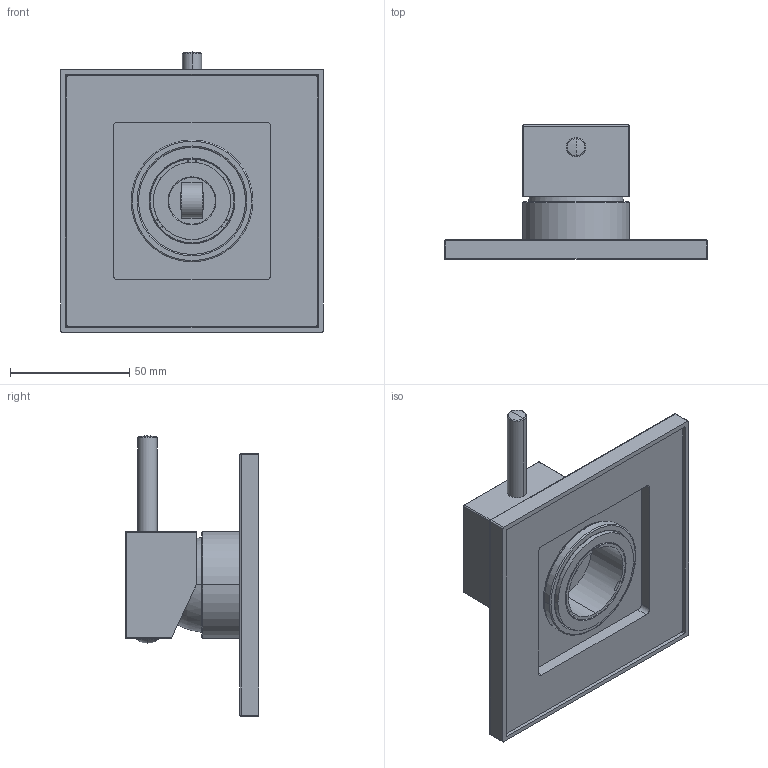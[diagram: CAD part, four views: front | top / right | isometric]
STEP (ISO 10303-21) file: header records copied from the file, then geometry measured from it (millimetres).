
FILE_DESCRIPTION((''),'2;1');
FILE_NAME('LEA010CR','2021-11-02T17:01:18',('ut3'),('PAFFONI SpA'),'CREO PARAMETRIC BY PTC INC, 2020044','CREO PARAMETRIC BY PTC INC, 2020044','');
FILE_SCHEMA(('CONFIG_CONTROL_DESIGN','SHAPE_APPEARANCE_LAYERS_GROUPS'));
Length unit declared in the file: millimetre
Products named in the file (1): LEA010CR
Bounding box: 110 x 56.1 x 117.45 mm (x, y, z)
Volume: 105290.1 mm3; surface area: 68445 mm2
Topology: 2 solids, 2 shells, 949 faces, 2552 edges, 1621 vertices
Faces by surface type: plane 601, cylinder 211, torus 80, cone 39, sphere 16, bspline 2
Entity records: 38638 total; most frequent: CARTESIAN_POINT 7771, ORIENTED_EDGE 5092, DIRECTION 4755, EDGE_CURVE 2546, VERTEX_POINT 1621, AXIS2_PLACEMENT_3D 1602, VECTOR 1551, LINE 1551
